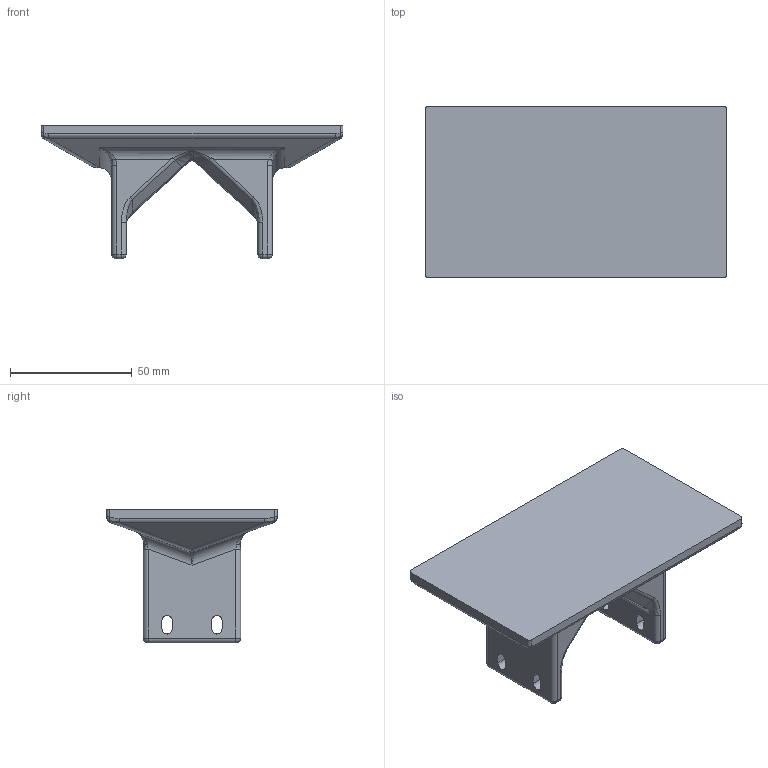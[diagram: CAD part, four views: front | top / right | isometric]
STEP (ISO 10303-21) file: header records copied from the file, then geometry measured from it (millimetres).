
FILE_DESCRIPTION (( 'STEP AP214' ), '1' );
FILE_NAME ('Print_platform.STEP', '2024-08-29T20:18:25', ( '' ), ( '' ), 'SwSTEP 2.0', 'SolidWorks 2024', '' );
FILE_SCHEMA (( 'AUTOMOTIVE_DESIGN' ));
Length unit declared in the file: millimetre
Products named in the file (1): Print_platform
Bounding box: 124 x 70 x 55 mm (x, y, z)
Volume: 136430.1 mm3; surface area: 26979.8 mm2
Topology: 1 solids, 1 shells, 163 faces, 403 edges, 218 vertices
Faces by surface type: bspline 64, cylinder 58, plane 33, sphere 8
Entity records: 6074 total; most frequent: CARTESIAN_POINT 2893, ORIENTED_EDGE 758, DIRECTION 541, EDGE_CURVE 379, VERTEX_POINT 218, AXIS2_PLACEMENT_3D 202, EDGE_LOOP 171, FACE_OUTER_BOUND 163
